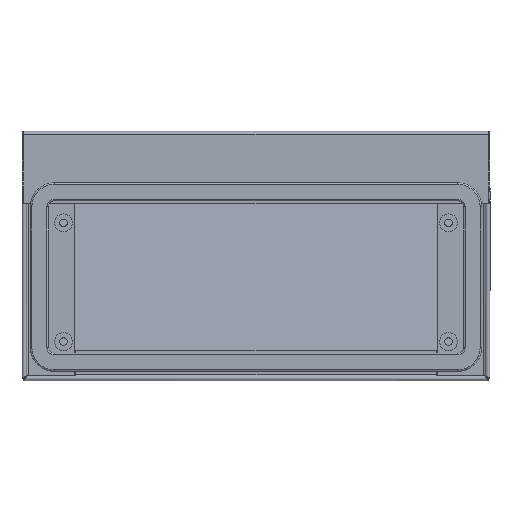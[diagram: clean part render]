
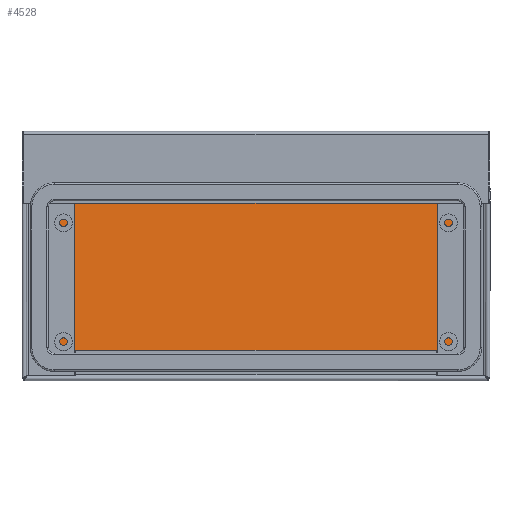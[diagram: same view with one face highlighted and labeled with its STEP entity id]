
A CAD part, front view. The second image highlights one B-rep face of the part: STEP entity #4528.
In plain terms, the highlighted planar face has unit normal (0, -0.996, 0.087).
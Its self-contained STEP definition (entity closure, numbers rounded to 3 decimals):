
#401 = VECTOR ( 'NONE', #6293, 1000. ) ;
#408 = VERTEX_POINT ( 'NONE', #3814 ) ;
#934 = CARTESIAN_POINT ( 'NONE',  ( -153., 31.004, -67.913 ) ) ;
#953 = CARTESIAN_POINT ( 'NONE',  ( 153., 44.39, 85.093 ) ) ;
#963 = FACE_OUTER_BOUND ( 'NONE', #2486, .T. ) ;
#1014 = DIRECTION ( 'NONE',  ( -1., 0., 0. ) ) ;
#1032 = VECTOR ( 'NONE', #1014, 1000. ) ;
#1176 = CARTESIAN_POINT ( 'NONE',  ( -153., 31.164, -66.087 ) ) ;
#1215 = VERTEX_POINT ( 'NONE', #2790 ) ;
#1392 = ORIENTED_EDGE ( 'NONE', *, *, #4527, .F. ) ;
#1510 = LINE ( 'NONE', #3476, #1638 ) ;
#1638 = VECTOR ( 'NONE', #2565, 1000. ) ;
#1719 = VERTEX_POINT ( 'NONE', #1176 ) ;
#1958 = LINE ( 'NONE', #934, #5749 ) ;
#1995 = VERTEX_POINT ( 'NONE', #3494 ) ;
#2404 = DIRECTION ( 'NONE',  ( 0., -0.087, -0.996 ) ) ;
#2486 = EDGE_LOOP ( 'NONE', ( #5105, #1392, #2868, #3526 ) ) ;
#2565 = DIRECTION ( 'NONE',  ( -1., 0., 0. ) ) ;
#2790 = CARTESIAN_POINT ( 'NONE',  ( -153., 44.39, 85.093 ) ) ;
#2868 = ORIENTED_EDGE ( 'NONE', *, *, #3759, .F. ) ;
#2889 = CARTESIAN_POINT ( 'NONE',  ( 153., 31.004, -67.913 ) ) ;
#3476 = CARTESIAN_POINT ( 'NONE',  ( 153., 31.164, -66.087 ) ) ;
#3494 = CARTESIAN_POINT ( 'NONE',  ( 153., 31.164, -66.087 ) ) ;
#3526 = ORIENTED_EDGE ( 'NONE', *, *, #4883, .T. ) ;
#3759 = EDGE_CURVE ( 'NONE', #1995, #1719, #1510, .T. ) ;
#3814 = CARTESIAN_POINT ( 'NONE',  ( 153., 44.39, 85.093 ) ) ;
#3880 = LINE ( 'NONE', #953, #1032 ) ;
#4006 = AXIS2_PLACEMENT_3D ( 'NONE', #2889, #4858, #2404 ) ;
#4334 = CARTESIAN_POINT ( 'NONE',  ( 153., 31.004, -67.913 ) ) ;
#4527 = EDGE_CURVE ( 'NONE', #1719, #1215, #1958, .T. ) ;
#4528 = ADVANCED_FACE ( 'NONE', ( #963 ), #5827, .T. ) ;
#4858 = DIRECTION ( 'NONE',  ( 0., -0.996, 0.087 ) ) ;
#4883 = EDGE_CURVE ( 'NONE', #1995, #408, #4898, .T. ) ;
#4898 = LINE ( 'NONE', #4334, #401 ) ;
#5105 = ORIENTED_EDGE ( 'NONE', *, *, #5743, .T. ) ;
#5278 = DIRECTION ( 'NONE',  ( 0., 0.087, 0.996 ) ) ;
#5743 = EDGE_CURVE ( 'NONE', #408, #1215, #3880, .T. ) ;
#5749 = VECTOR ( 'NONE', #5278, 1000. ) ;
#5827 = PLANE ( 'NONE',  #4006 ) ;
#6293 = DIRECTION ( 'NONE',  ( 0., 0.087, 0.996 ) ) ;
